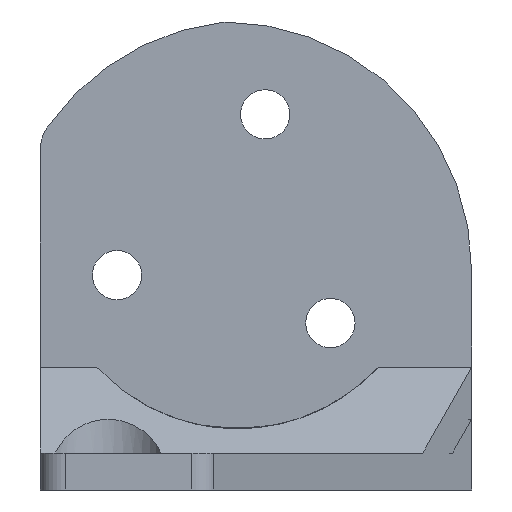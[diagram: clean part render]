
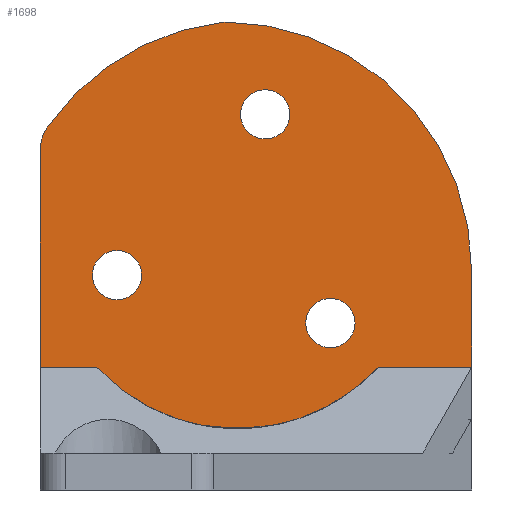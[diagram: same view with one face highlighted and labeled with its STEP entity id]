
A CAD part, front view. The second image highlights one B-rep face of the part: STEP entity #1698.
In plain terms, the highlighted planar face has unit normal (0, -1, 0).
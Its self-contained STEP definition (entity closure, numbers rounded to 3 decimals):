
#72=FACE_BOUND('',#300,.T.);
#73=FACE_BOUND('',#301,.T.);
#74=FACE_BOUND('',#302,.T.);
#108=PLANE('',#1871);
#188=FACE_OUTER_BOUND('',#299,.T.);
#299=EDGE_LOOP('',(#1490,#1491,#1492,#1493,#1494,#1495,#1496,#1497,#1498,
#1499,#1500,#1501,#1502,#1503,#1504,#1505));
#300=EDGE_LOOP('',(#1506));
#301=EDGE_LOOP('',(#1507));
#302=EDGE_LOOP('',(#1508));
#408=LINE('',#2680,#566);
#417=LINE('',#2698,#575);
#451=LINE('',#2814,#609);
#454=LINE('',#2819,#612);
#464=LINE('',#2845,#622);
#465=LINE('',#2846,#623);
#466=LINE('',#2848,#624);
#467=LINE('',#2851,#625);
#468=LINE('',#2853,#626);
#469=LINE('',#2855,#627);
#566=VECTOR('',#2169,10.);
#575=VECTOR('',#2178,10.);
#609=VECTOR('',#2294,10.);
#612=VECTOR('',#2297,10.);
#622=VECTOR('',#2323,10.);
#623=VECTOR('',#2324,10.);
#624=VECTOR('',#2325,10.);
#625=VECTOR('',#2328,10.);
#626=VECTOR('',#2331,10.);
#627=VECTOR('',#2332,10.);
#683=CIRCLE('',#1841,2.);
#685=CIRCLE('',#1844,2.);
#687=CIRCLE('',#1847,2.);
#690=CIRCLE('',#1851,20.1);
#693=CIRCLE('',#1856,20.1);
#694=CIRCLE('',#1858,3.);
#698=CIRCLE('',#1872,15.532);
#699=CIRCLE('',#1873,15.532);
#700=CIRCLE('',#1874,15.532);
#788=VERTEX_POINT('',#2677);
#789=VERTEX_POINT('',#2679);
#797=VERTEX_POINT('',#2696);
#798=VERTEX_POINT('',#2697);
#824=VERTEX_POINT('',#2764);
#826=VERTEX_POINT('',#2770);
#828=VERTEX_POINT('',#2776);
#832=VERTEX_POINT('',#2785);
#833=VERTEX_POINT('',#2787);
#835=VERTEX_POINT('',#2797);
#838=VERTEX_POINT('',#2811);
#839=VERTEX_POINT('',#2812);
#841=VERTEX_POINT('',#2817);
#844=VERTEX_POINT('',#2828);
#845=VERTEX_POINT('',#2830);
#849=VERTEX_POINT('',#2844);
#850=VERTEX_POINT('',#2847);
#851=VERTEX_POINT('',#2849);
#852=VERTEX_POINT('',#2854);
#992=EDGE_CURVE('',#788,#789,#408,.T.);
#1001=EDGE_CURVE('',#797,#798,#417,.T.);
#1035=EDGE_CURVE('',#824,#824,#683,.T.);
#1038=EDGE_CURVE('',#826,#826,#685,.T.);
#1041=EDGE_CURVE('',#828,#828,#687,.T.);
#1046=EDGE_CURVE('',#833,#832,#690,.T.);
#1053=EDGE_CURVE('',#832,#835,#693,.T.);
#1054=EDGE_CURVE('',#835,#789,#694,.T.);
#1060=EDGE_CURVE('',#797,#838,#451,.T.);
#1063=EDGE_CURVE('',#839,#841,#454,.T.);
#1076=EDGE_CURVE('',#845,#849,#464,.T.);
#1077=EDGE_CURVE('',#845,#833,#465,.T.);
#1078=EDGE_CURVE('',#850,#788,#466,.T.);
#1079=EDGE_CURVE('',#851,#850,#698,.T.);
#1080=EDGE_CURVE('',#798,#851,#467,.T.);
#1081=EDGE_CURVE('',#839,#838,#699,.T.);
#1082=EDGE_CURVE('',#841,#844,#468,.T.);
#1083=EDGE_CURVE('',#852,#844,#469,.T.);
#1084=EDGE_CURVE('',#849,#852,#700,.T.);
#1490=ORIENTED_EDGE('',*,*,#1076,.F.);
#1491=ORIENTED_EDGE('',*,*,#1077,.T.);
#1492=ORIENTED_EDGE('',*,*,#1046,.T.);
#1493=ORIENTED_EDGE('',*,*,#1053,.T.);
#1494=ORIENTED_EDGE('',*,*,#1054,.T.);
#1495=ORIENTED_EDGE('',*,*,#992,.F.);
#1496=ORIENTED_EDGE('',*,*,#1078,.F.);
#1497=ORIENTED_EDGE('',*,*,#1079,.F.);
#1498=ORIENTED_EDGE('',*,*,#1080,.F.);
#1499=ORIENTED_EDGE('',*,*,#1001,.F.);
#1500=ORIENTED_EDGE('',*,*,#1060,.T.);
#1501=ORIENTED_EDGE('',*,*,#1081,.F.);
#1502=ORIENTED_EDGE('',*,*,#1063,.T.);
#1503=ORIENTED_EDGE('',*,*,#1082,.T.);
#1504=ORIENTED_EDGE('',*,*,#1083,.F.);
#1505=ORIENTED_EDGE('',*,*,#1084,.F.);
#1506=ORIENTED_EDGE('',*,*,#1035,.F.);
#1507=ORIENTED_EDGE('',*,*,#1038,.F.);
#1508=ORIENTED_EDGE('',*,*,#1041,.F.);
#1698=ADVANCED_FACE('',(#188,#72,#73,#74),#108,.F.);
#1841=AXIS2_PLACEMENT_3D('',#2765,#2237,#2238);
#1844=AXIS2_PLACEMENT_3D('',#2771,#2244,#2245);
#1847=AXIS2_PLACEMENT_3D('',#2777,#2251,#2252);
#1851=AXIS2_PLACEMENT_3D('',#2788,#2261,#2262);
#1856=AXIS2_PLACEMENT_3D('',#2799,#2275,#2276);
#1858=AXIS2_PLACEMENT_3D('',#2801,#2279,#2280);
#1871=AXIS2_PLACEMENT_3D('',#2843,#2321,#2322);
#1872=AXIS2_PLACEMENT_3D('',#2850,#2326,#2327);
#1873=AXIS2_PLACEMENT_3D('',#2852,#2329,#2330);
#1874=AXIS2_PLACEMENT_3D('',#2856,#2333,#2334);
#2169=DIRECTION('',(0.,0.,1.));
#2178=DIRECTION('',(0.,0.,1.));
#2237=DIRECTION('center_axis',(0.,-1.,0.));
#2238=DIRECTION('ref_axis',(-1.,0.,0.));
#2244=DIRECTION('center_axis',(0.,-1.,0.));
#2245=DIRECTION('ref_axis',(-1.,0.,0.));
#2251=DIRECTION('center_axis',(0.,-1.,0.));
#2252=DIRECTION('ref_axis',(-1.,0.,0.));
#2261=DIRECTION('center_axis',(0.,-1.,0.));
#2262=DIRECTION('ref_axis',(0.707,0.,0.707));
#2275=DIRECTION('center_axis',(0.,-1.,0.));
#2276=DIRECTION('ref_axis',(-0.109,0.,0.994));
#2279=DIRECTION('center_axis',(0.,-1.,0.));
#2280=DIRECTION('ref_axis',(-0.955,0.,0.296));
#2294=DIRECTION('',(1.,0.,0.));
#2297=DIRECTION('',(1.,0.,0.));
#2321=DIRECTION('center_axis',(0.,1.,0.));
#2322=DIRECTION('ref_axis',(-1.,0.,0.));
#2323=DIRECTION('',(-1.,0.,0.));
#2324=DIRECTION('',(0.,0.,1.));
#2325=DIRECTION('',(-1.,0.,0.));
#2326=DIRECTION('center_axis',(0.,1.,0.));
#2327=DIRECTION('ref_axis',(-1.,0.,0.));
#2328=DIRECTION('',(1.,0.,0.));
#2329=DIRECTION('center_axis',(0.,1.,0.));
#2330=DIRECTION('ref_axis',(-1.,0.,0.));
#2331=DIRECTION('',(0.,0.,1.));
#2332=DIRECTION('',(1.,0.,0.));
#2333=DIRECTION('center_axis',(0.,1.,0.));
#2334=DIRECTION('ref_axis',(-1.,0.,0.));
#2677=CARTESIAN_POINT('',(3.,-48.,9.977));
#2679=CARTESIAN_POINT('',(3.,-48.,27.695));
#2680=CARTESIAN_POINT('',(3.,-48.,9.01));
#2696=CARTESIAN_POINT('',(3.,-48.,5.73));
#2697=CARTESIAN_POINT('',(3.,-48.,5.735));
#2698=CARTESIAN_POINT('',(3.,-48.,9.01));
#2764=CARTESIAN_POINT('',(23.244,-48.,30.501));
#2765=CARTESIAN_POINT('Origin',(21.244,-48.,30.501));
#2770=CARTESIAN_POINT('',(11.217,-48.,17.443));
#2771=CARTESIAN_POINT('Origin',(9.217,-48.,17.443));
#2776=CARTESIAN_POINT('',(28.539,-48.,13.556));
#2777=CARTESIAN_POINT('Origin',(26.539,-48.,13.556));
#2785=CARTESIAN_POINT('',(17.9,-48.,38.));
#2787=CARTESIAN_POINT('',(38.,-48.,17.9));
#2788=CARTESIAN_POINT('Origin',(17.9,-48.,17.9));
#2797=CARTESIAN_POINT('',(3.526,-48.,29.393));
#2799=CARTESIAN_POINT('Origin',(20.1,-48.,18.021));
#2801=CARTESIAN_POINT('Origin',(6.,-48.,27.695));
#2811=CARTESIAN_POINT('',(14.194,-48.,5.73));
#2812=CARTESIAN_POINT('',(23.806,-48.,5.73));
#2814=CARTESIAN_POINT('',(28.5,-48.,5.73));
#2817=CARTESIAN_POINT('',(38.,-48.,5.73));
#2819=CARTESIAN_POINT('',(28.5,-48.,5.73));
#2828=CARTESIAN_POINT('',(38.,-48.,5.735));
#2830=CARTESIAN_POINT('',(38.,-48.,9.977));
#2843=CARTESIAN_POINT('Origin',(38.,-48.,0.));
#2844=CARTESIAN_POINT('',(30.425,-48.,9.977));
#2845=CARTESIAN_POINT('',(20.5,-48.,9.977));
#2846=CARTESIAN_POINT('',(38.,-48.,0.));
#2847=CARTESIAN_POINT('',(7.575,-48.,9.977));
#2848=CARTESIAN_POINT('',(20.5,-48.,9.977));
#2849=CARTESIAN_POINT('',(14.18,-48.,5.735));
#2850=CARTESIAN_POINT('Origin',(19.,-48.,20.5));
#2851=CARTESIAN_POINT('',(20.5,-48.,5.735));
#2852=CARTESIAN_POINT('Origin',(19.,-48.,20.5));
#2853=CARTESIAN_POINT('',(38.,-48.,0.));
#2854=CARTESIAN_POINT('',(23.82,-48.,5.735));
#2855=CARTESIAN_POINT('',(20.5,-48.,5.735));
#2856=CARTESIAN_POINT('Origin',(19.,-48.,20.5));
